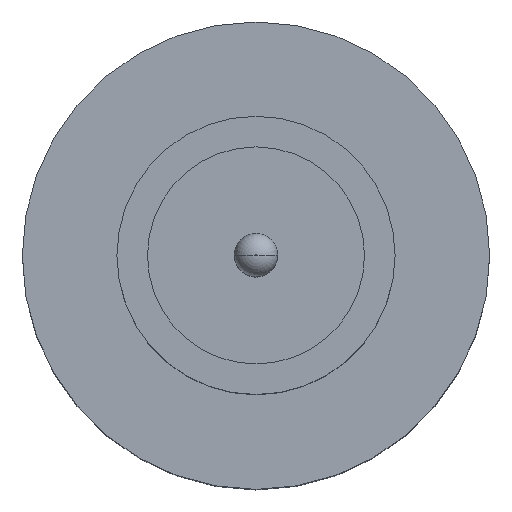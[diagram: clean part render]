
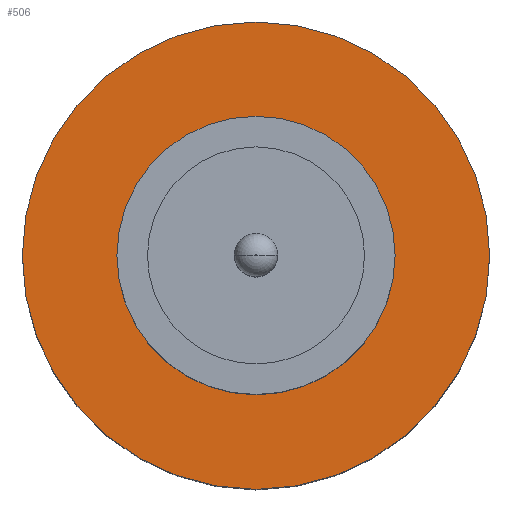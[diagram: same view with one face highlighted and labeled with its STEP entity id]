
A CAD part, top view. The second image highlights one B-rep face of the part: STEP entity #506.
In plain terms, the highlighted planar face has unit normal (0, 0, 1).
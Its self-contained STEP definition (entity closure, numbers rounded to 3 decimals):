
#64 = AXIS2_PLACEMENT_3D ( 'NONE', #674, #871, #599 ) ;
#73 = AXIS2_PLACEMENT_3D ( 'NONE', #807, #384, #266 ) ;
#74 = DIRECTION ( 'NONE',  ( 0., 0., 1. ) ) ;
#89 = DIRECTION ( 'NONE',  ( 0., 0., 1. ) ) ;
#100 = EDGE_CURVE ( 'NONE', #672, #155, #662, .T. ) ;
#107 = EDGE_LOOP ( 'NONE', ( #656, #351 ) ) ;
#111 = AXIS2_PLACEMENT_3D ( 'NONE', #252, #89, #665 ) ;
#155 = VERTEX_POINT ( 'NONE', #171 ) ;
#171 = CARTESIAN_POINT ( 'NONE',  ( -2.1, 0., 1.55 ) ) ;
#210 = ORIENTED_EDGE ( 'NONE', *, *, #100, .T. ) ;
#213 = DIRECTION ( 'NONE',  ( 0., 0., 1. ) ) ;
#252 = CARTESIAN_POINT ( 'NONE',  ( 0., 0., 1.55 ) ) ;
#266 = DIRECTION ( 'NONE',  ( 1., 0., 0. ) ) ;
#267 = CIRCLE ( 'NONE', #375, 1.25 ) ;
#291 = DIRECTION ( 'NONE',  ( 1., 0., 0. ) ) ;
#295 = EDGE_CURVE ( 'NONE', #619, #378, #267, .T. ) ;
#299 = CARTESIAN_POINT ( 'NONE',  ( 0., 0., 1.55 ) ) ;
#351 = ORIENTED_EDGE ( 'NONE', *, *, #625, .F. ) ;
#375 = AXIS2_PLACEMENT_3D ( 'NONE', #299, #74, #854 ) ;
#378 = VERTEX_POINT ( 'NONE', #585 ) ;
#383 = CARTESIAN_POINT ( 'NONE',  ( 2.1, 0., 1.55 ) ) ;
#384 = DIRECTION ( 'NONE',  ( 0., 0., 1. ) ) ;
#461 = FACE_OUTER_BOUND ( 'NONE', #644, .T. ) ;
#506 = ADVANCED_FACE ( 'NONE', ( #649, #461 ), #641, .T. ) ;
#540 = CIRCLE ( 'NONE', #64, 2.1 ) ;
#577 = ORIENTED_EDGE ( 'NONE', *, *, #609, .T. ) ;
#585 = CARTESIAN_POINT ( 'NONE',  ( -1.25, 0., 1.55 ) ) ;
#599 = DIRECTION ( 'NONE',  ( 1., 0., 0. ) ) ;
#609 = EDGE_CURVE ( 'NONE', #155, #672, #540, .T. ) ;
#619 = VERTEX_POINT ( 'NONE', #783 ) ;
#625 = EDGE_CURVE ( 'NONE', #378, #619, #858, .T. ) ;
#641 = PLANE ( 'NONE',  #878 ) ;
#644 = EDGE_LOOP ( 'NONE', ( #577, #210 ) ) ;
#649 = FACE_BOUND ( 'NONE', #107, .T. ) ;
#656 = ORIENTED_EDGE ( 'NONE', *, *, #295, .F. ) ;
#662 = CIRCLE ( 'NONE', #73, 2.1 ) ;
#665 = DIRECTION ( 'NONE',  ( 1., 0., 0. ) ) ;
#672 = VERTEX_POINT ( 'NONE', #383 ) ;
#674 = CARTESIAN_POINT ( 'NONE',  ( 0., 0., 1.55 ) ) ;
#779 = CARTESIAN_POINT ( 'NONE',  ( 0., 0., 1.55 ) ) ;
#783 = CARTESIAN_POINT ( 'NONE',  ( 1.25, 0., 1.55 ) ) ;
#807 = CARTESIAN_POINT ( 'NONE',  ( 0., 0., 1.55 ) ) ;
#854 = DIRECTION ( 'NONE',  ( 1., 0., 0. ) ) ;
#858 = CIRCLE ( 'NONE', #111, 1.25 ) ;
#871 = DIRECTION ( 'NONE',  ( 0., 0., 1. ) ) ;
#878 = AXIS2_PLACEMENT_3D ( 'NONE', #779, #213, #291 ) ;
